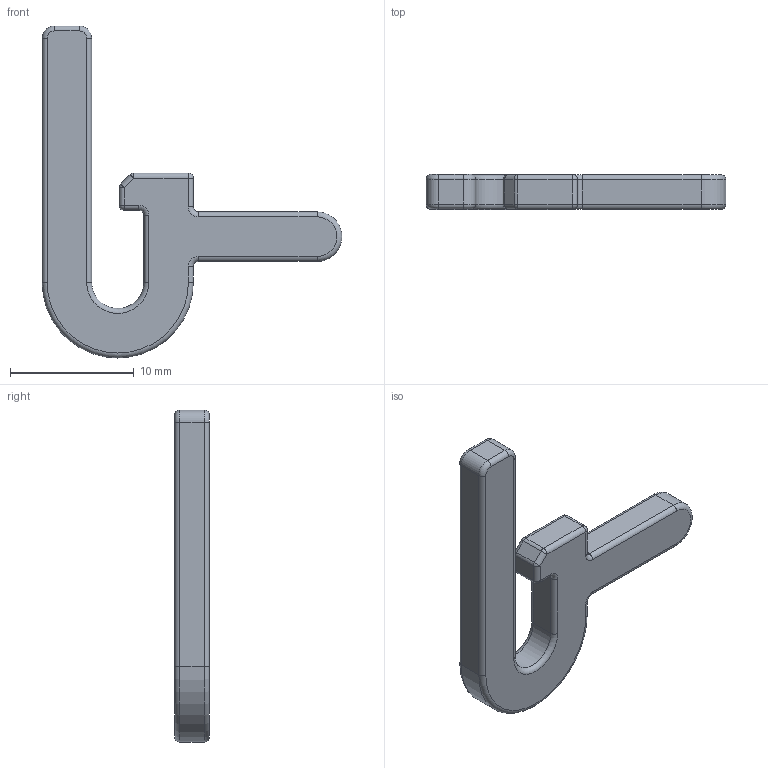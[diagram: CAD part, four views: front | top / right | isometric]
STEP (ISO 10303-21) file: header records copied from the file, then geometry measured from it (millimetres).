
FILE_DESCRIPTION(('FreeCAD Model'),'2;1');
FILE_NAME('Open CASCADE Shape Model','2025-11-03T20:18:21',(''),(''), 'Open CASCADE STEP processor 7.8','FreeCAD','Unknown');
FILE_SCHEMA(('AUTOMOTIVE_DESIGN { 1 0 10303 214 1 1 1 1 }'));
Length unit declared in the file: millimetre
Products named in the file (1): VerticalLockKey
Bounding box: 24.22 x 2.8 x 26.82 mm (x, y, z)
Volume: 611.3 mm3; surface area: 729.3 mm2
Topology: 1 solids, 1 shells, 74 faces, 168 edges, 88 vertices
Faces by surface type: cylinder 36, torus 16, plane 14, sphere 8
Entity records: 2006 total; most frequent: DIRECTION 398, CARTESIAN_POINT 323, ORIENTED_EDGE 320, AXIS2_PLACEMENT_3D 163, EDGE_CURVE 160, VERTEX_POINT 88, CIRCLE 88, ADVANCED_FACE 74
